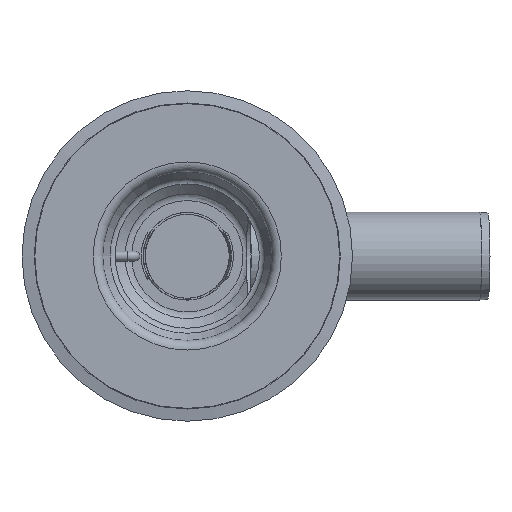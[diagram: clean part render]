
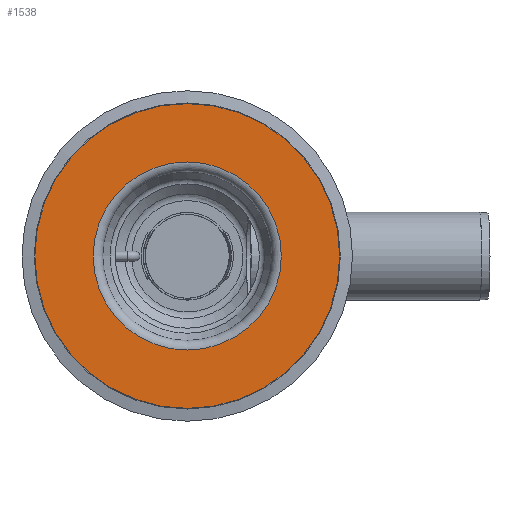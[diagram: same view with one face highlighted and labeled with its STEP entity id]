
A CAD part, top view. The second image highlights one B-rep face of the part: STEP entity #1538.
In plain terms, the highlighted planar face has unit normal (0, 0, 1).
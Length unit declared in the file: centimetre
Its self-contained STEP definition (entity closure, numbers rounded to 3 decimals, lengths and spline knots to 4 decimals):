
#90=FACE_BOUND('',#520,.T.);
#115=PLANE('',#1753);
#322=CIRCLE('',#1726,126.8284);
#337=CIRCLE('',#1751,78.2778);
#428=FACE_OUTER_BOUND('',#519,.T.);
#519=EDGE_LOOP('',(#1391));
#520=EDGE_LOOP('',(#1392));
#711=VERTEX_POINT('',#3120);
#722=VERTEX_POINT('',#3161);
#928=EDGE_CURVE('',#711,#711,#322,.T.);
#947=EDGE_CURVE('',#722,#722,#337,.T.);
#1391=ORIENTED_EDGE('',*,*,#928,.F.);
#1392=ORIENTED_EDGE('',*,*,#947,.T.);
#1538=ADVANCED_FACE('',(#428,#90),#115,.T.);
#1726=AXIS2_PLACEMENT_3D('',#3122,#2175,#2176);
#1751=AXIS2_PLACEMENT_3D('',#3162,#2229,#2230);
#1753=AXIS2_PLACEMENT_3D('',#3164,#2233,#2234);
#2175=DIRECTION('center_axis',(0.,0.,-1.));
#2176=DIRECTION('ref_axis',(1.,0.,0.));
#2229=DIRECTION('center_axis',(0.,0.,-1.));
#2230=DIRECTION('ref_axis',(1.,0.,0.));
#2233=DIRECTION('center_axis',(0.,0.,1.));
#2234=DIRECTION('ref_axis',(0.,-1.,0.));
#3120=CARTESIAN_POINT('',(0.,-126.8284,86.8981));
#3122=CARTESIAN_POINT('Origin',(0.,0.,
86.8981));
#3161=CARTESIAN_POINT('',(0.,-78.2778,86.8981));
#3162=CARTESIAN_POINT('Origin',(0.,0.,86.8981));
#3164=CARTESIAN_POINT('Origin',(126.8284,0.,
86.8981));
